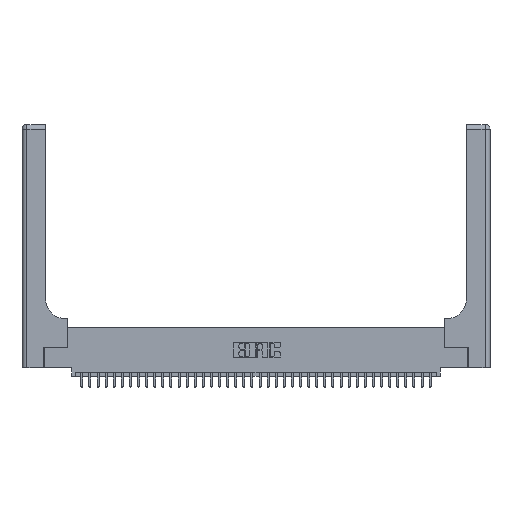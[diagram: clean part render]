
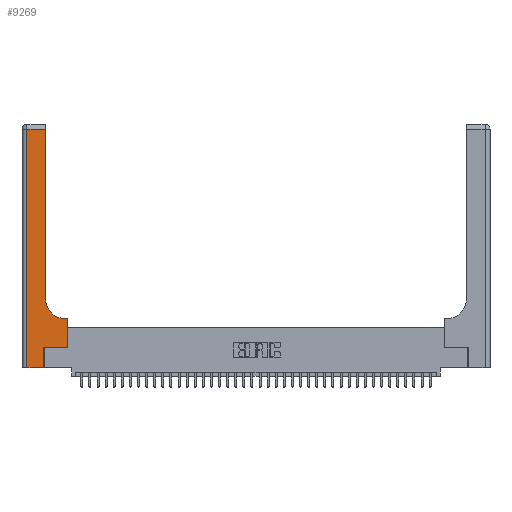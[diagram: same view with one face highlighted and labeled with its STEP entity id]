
A CAD part, top view. The second image highlights one B-rep face of the part: STEP entity #9269.
In plain terms, the highlighted planar face has unit normal (0, 0, 1).
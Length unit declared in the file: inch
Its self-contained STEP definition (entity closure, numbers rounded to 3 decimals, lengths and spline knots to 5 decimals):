
#677 = VECTOR ( 'NONE', #13245, 39.37008 ) ;
#1568 = VERTEX_POINT ( 'NONE', #29760 ) ;
#2379 = VECTOR ( 'NONE', #3761, 39.37008 ) ;
#3328 = LINE ( 'NONE', #12767, #2379 ) ;
#3761 = DIRECTION ( 'NONE',  ( 0., 1., 0. ) ) ;
#3791 = ORIENTED_EDGE ( 'NONE', *, *, #7669, .T. ) ;
#3863 = DIRECTION ( 'NONE',  ( -1., 0., 0. ) ) ;
#4025 = CARTESIAN_POINT ( 'NONE',  ( 0.06, 2.94, 0.37 ) ) ;
#4188 = DIRECTION ( 'NONE',  ( -1., 0., 0. ) ) ;
#4596 = VECTOR ( 'NONE', #20899, 39.37008 ) ;
#4705 = VERTEX_POINT ( 'NONE', #28332 ) ;
#4728 = DIRECTION ( 'NONE',  ( -1., 0., 0. ) ) ;
#5211 = ORIENTED_EDGE ( 'NONE', *, *, #6056, .T. ) ;
#5557 = ORIENTED_EDGE ( 'NONE', *, *, #14603, .T. ) ;
#6056 = EDGE_CURVE ( 'NONE', #12045, #21822, #8316, .T. ) ;
#6250 = VERTEX_POINT ( 'NONE', #16338 ) ;
#6445 = LINE ( 'NONE', #19107, #13630 ) ;
#7035 = CARTESIAN_POINT ( 'NONE',  ( 0.5415, 0.6, 0.37 ) ) ;
#7669 = EDGE_CURVE ( 'NONE', #23797, #4705, #8667, .T. ) ;
#7699 = VECTOR ( 'NONE', #31643, 39.37008 ) ;
#8316 = LINE ( 'NONE', #9147, #15506 ) ;
#8667 = LINE ( 'NONE', #34676, #7699 ) ;
#8875 = CARTESIAN_POINT ( 'NONE',  ( 0.5415, 0.85, 0.37 ) ) ;
#9147 = CARTESIAN_POINT ( 'NONE',  ( 0.06, 3., 0.37 ) ) ;
#9269 = ADVANCED_FACE ( 'NONE', ( #16715 ), #19446, .F. ) ;
#9657 = EDGE_CURVE ( 'NONE', #13231, #6250, #13356, .T. ) ;
#10251 = CARTESIAN_POINT ( 'NONE',  ( 0., 3., 0.37 ) ) ;
#11671 = VECTOR ( 'NONE', #4728, 39.37008 ) ;
#11992 = DIRECTION ( 'NONE',  ( 1., 0., 0. ) ) ;
#12045 = VERTEX_POINT ( 'NONE', #4025 ) ;
#12767 = CARTESIAN_POINT ( 'NONE',  ( 0.2915, 3., 0.37 ) ) ;
#12777 = LINE ( 'NONE', #36160, #4596 ) ;
#13231 = VERTEX_POINT ( 'NONE', #7035 ) ;
#13245 = DIRECTION ( 'NONE',  ( 0., 1., 0. ) ) ;
#13356 = CIRCLE ( 'NONE', #13358, 0.25 ) ;
#13358 = AXIS2_PLACEMENT_3D ( 'NONE', #8875, #30317, #11992 ) ;
#13630 = VECTOR ( 'NONE', #3863, 39.37008 ) ;
#13804 = VECTOR ( 'NONE', #15583, 39.37008 ) ;
#13869 = CARTESIAN_POINT ( 'NONE',  ( 0., 2.94, 0.37 ) ) ;
#14603 = EDGE_CURVE ( 'NONE', #1568, #13231, #6445, .T. ) ;
#14722 = EDGE_CURVE ( 'NONE', #30227, #1568, #16961, .T. ) ;
#15506 = VECTOR ( 'NONE', #27605, 39.37008 ) ;
#15570 = EDGE_CURVE ( 'NONE', #27370, #12045, #36042, .T. ) ;
#15583 = DIRECTION ( 'NONE',  ( 1., 0., 0. ) ) ;
#16338 = CARTESIAN_POINT ( 'NONE',  ( 0.2915, 0.85, 0.37 ) ) ;
#16715 = FACE_OUTER_BOUND ( 'NONE', #37177, .T. ) ;
#16961 = LINE ( 'NONE', #19362, #677 ) ;
#18214 = AXIS2_PLACEMENT_3D ( 'NONE', #10251, #22521, #4188 ) ;
#19107 = CARTESIAN_POINT ( 'NONE',  ( 0.2915, 0.6, 0.37 ) ) ;
#19362 = CARTESIAN_POINT ( 'NONE',  ( 0.5585, 0.25, 0.37 ) ) ;
#19446 = PLANE ( 'NONE',  #18214 ) ;
#20583 = CARTESIAN_POINT ( 'NONE',  ( 0.5585, 0.25, 0.37 ) ) ;
#20899 = DIRECTION ( 'NONE',  ( 1., 0., 0. ) ) ;
#21703 = CARTESIAN_POINT ( 'NONE',  ( 0., 0., 0.37 ) ) ;
#21822 = VERTEX_POINT ( 'NONE', #33259 ) ;
#21907 = LINE ( 'NONE', #21703, #13804 ) ;
#22492 = EDGE_CURVE ( 'NONE', #4705, #30227, #12777, .T. ) ;
#22521 = DIRECTION ( 'NONE',  ( 0., 0., -1. ) ) ;
#23797 = VERTEX_POINT ( 'NONE', #31415 ) ;
#26890 = EDGE_CURVE ( 'NONE', #6250, #27370, #3328, .T. ) ;
#27370 = VERTEX_POINT ( 'NONE', #37036 ) ;
#27605 = DIRECTION ( 'NONE',  ( 0., -1., 0. ) ) ;
#28332 = CARTESIAN_POINT ( 'NONE',  ( 0.269, 0.25, 0.37 ) ) ;
#28703 = EDGE_CURVE ( 'NONE', #21822, #23797, #21907, .T. ) ;
#29671 = ORIENTED_EDGE ( 'NONE', *, *, #28703, .T. ) ;
#29760 = CARTESIAN_POINT ( 'NONE',  ( 0.5585, 0.6, 0.37 ) ) ;
#30227 = VERTEX_POINT ( 'NONE', #20583 ) ;
#30317 = DIRECTION ( 'NONE',  ( 0., 0., -1. ) ) ;
#31415 = CARTESIAN_POINT ( 'NONE',  ( 0.269, 0., 0.37 ) ) ;
#31643 = DIRECTION ( 'NONE',  ( 0., 1., 0. ) ) ;
#33259 = CARTESIAN_POINT ( 'NONE',  ( 0.06, 0., 0.37 ) ) ;
#33804 = ORIENTED_EDGE ( 'NONE', *, *, #9657, .T. ) ;
#34676 = CARTESIAN_POINT ( 'NONE',  ( 0.269, 0., 0.37 ) ) ;
#35214 = ORIENTED_EDGE ( 'NONE', *, *, #22492, .T. ) ;
#36042 = LINE ( 'NONE', #13869, #11671 ) ;
#36160 = CARTESIAN_POINT ( 'NONE',  ( 0.269, 0.25, 0.37 ) ) ;
#36314 = ORIENTED_EDGE ( 'NONE', *, *, #15570, .T. ) ;
#36332 = ORIENTED_EDGE ( 'NONE', *, *, #26890, .T. ) ;
#37036 = CARTESIAN_POINT ( 'NONE',  ( 0.2915, 2.94, 0.37 ) ) ;
#37177 = EDGE_LOOP ( 'NONE', ( #36332, #36314, #5211, #29671, #3791, #35214, #39519, #5557, #33804 ) ) ;
#39519 = ORIENTED_EDGE ( 'NONE', *, *, #14722, .T. ) ;
